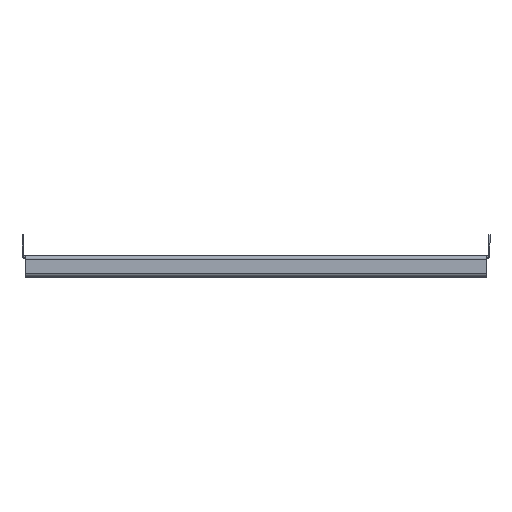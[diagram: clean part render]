
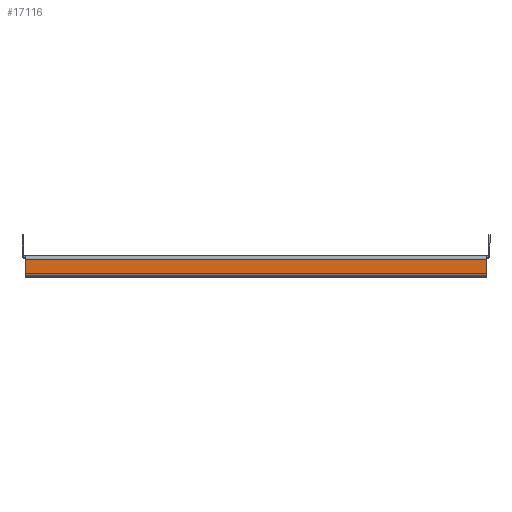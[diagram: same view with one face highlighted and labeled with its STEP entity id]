
A CAD part, top view. The second image highlights one B-rep face of the part: STEP entity #17116.
In plain terms, the highlighted planar face has unit normal (0, 0, 1).
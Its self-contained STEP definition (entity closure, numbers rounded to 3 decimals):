
#607 = CARTESIAN_POINT ( 'NONE',  ( -227., -17., 298.5 ) ) ;
#805 = EDGE_CURVE ( 'NONE', #8359, #12933, #7738, .T. ) ;
#859 = CARTESIAN_POINT ( 'NONE',  ( 227., -3., 298.5 ) ) ;
#972 = EDGE_LOOP ( 'NONE', ( #2963, #7773, #17258, #7399 ) ) ;
#1157 = VERTEX_POINT ( 'NONE', #8477 ) ;
#1223 = DIRECTION ( 'NONE',  ( 0., 1., 0. ) ) ;
#2605 = VECTOR ( 'NONE', #1223, 1000. ) ;
#2686 = CARTESIAN_POINT ( 'NONE',  ( -227., -24.243, 298.5 ) ) ;
#2846 = EDGE_CURVE ( 'NONE', #12933, #8768, #19182, .T. ) ;
#2963 = ORIENTED_EDGE ( 'NONE', *, *, #17735, .F. ) ;
#4574 = CARTESIAN_POINT ( 'NONE',  ( 227., -17., 298.5 ) ) ;
#4812 = CARTESIAN_POINT ( 'NONE',  ( -230., -17., 298.5 ) ) ;
#5607 = CARTESIAN_POINT ( 'NONE',  ( 0., -3., 298.5 ) ) ;
#6929 = AXIS2_PLACEMENT_3D ( 'NONE', #15065, #9278, #12127 ) ;
#7399 = ORIENTED_EDGE ( 'NONE', *, *, #8033, .T. ) ;
#7738 = LINE ( 'NONE', #4812, #13897 ) ;
#7773 = ORIENTED_EDGE ( 'NONE', *, *, #805, .T. ) ;
#8033 = EDGE_CURVE ( 'NONE', #8768, #1157, #14532, .T. ) ;
#8359 = VERTEX_POINT ( 'NONE', #607 ) ;
#8477 = CARTESIAN_POINT ( 'NONE',  ( -227., -3., 298.5 ) ) ;
#8768 = VERTEX_POINT ( 'NONE', #859 ) ;
#8992 = DIRECTION ( 'NONE',  ( 0., 1., 0. ) ) ;
#9278 = DIRECTION ( 'NONE',  ( 0., 0., 1. ) ) ;
#10473 = VECTOR ( 'NONE', #8992, 1000. ) ;
#11493 = DIRECTION ( 'NONE',  ( -1., 0., 0. ) ) ;
#11828 = CARTESIAN_POINT ( 'NONE',  ( 227., -24.243, 298.5 ) ) ;
#12127 = DIRECTION ( 'NONE',  ( 0., -1., 0. ) ) ;
#12225 = PLANE ( 'NONE',  #6929 ) ;
#12388 = VECTOR ( 'NONE', #11493, 1000. ) ;
#12933 = VERTEX_POINT ( 'NONE', #4574 ) ;
#13728 = DIRECTION ( 'NONE',  ( 1., 0., 0. ) ) ;
#13897 = VECTOR ( 'NONE', #13728, 1000. ) ;
#14532 = LINE ( 'NONE', #5607, #12388 ) ;
#15065 = CARTESIAN_POINT ( 'NONE',  ( 0., 0., 298.5 ) ) ;
#16458 = FACE_OUTER_BOUND ( 'NONE', #972, .T. ) ;
#17116 = ADVANCED_FACE ( 'NONE', ( #16458 ), #12225, .T. ) ;
#17258 = ORIENTED_EDGE ( 'NONE', *, *, #2846, .T. ) ;
#17735 = EDGE_CURVE ( 'NONE', #8359, #1157, #19236, .T. ) ;
#19182 = LINE ( 'NONE', #11828, #10473 ) ;
#19236 = LINE ( 'NONE', #2686, #2605 ) ;
